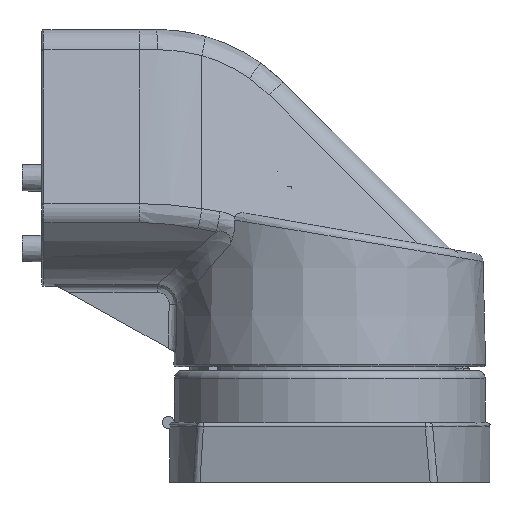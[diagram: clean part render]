
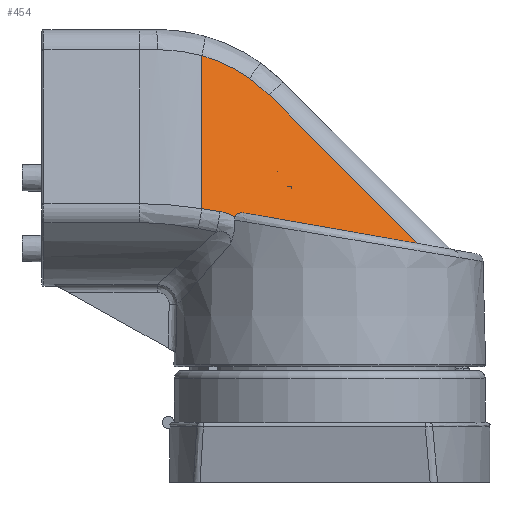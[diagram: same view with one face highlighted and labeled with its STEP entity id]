
A CAD part, front view. The second image highlights one B-rep face of the part: STEP entity #454.
In plain terms, the highlighted planar face has unit normal (0.156, -0.963, 0.22).
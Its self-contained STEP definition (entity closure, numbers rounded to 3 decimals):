
#444 =( BOUNDED_CURVE ( )  B_SPLINE_CURVE ( 3, ( #9446, #7830, #15848, #6263 ),
 .UNSPECIFIED., .F., .F. ) 
 B_SPLINE_CURVE_WITH_KNOTS ( ( 4, 4 ),
 ( 6.116, 6.283 ),
 .UNSPECIFIED. ) 
 CURVE ( )  GEOMETRIC_REPRESENTATION_ITEM ( )  RATIONAL_B_SPLINE_CURVE ( ( 1., 0.998, 0.998, 1. ) ) 
 REPRESENTATION_ITEM ( '' )  );
#454 = ADVANCED_FACE ( 'NONE', ( #19042, #18053 ), #5329, .T. ) ;
#523 = VERTEX_POINT ( 'NONE', #20247 ) ;
#627 = VECTOR ( 'NONE', #11847, 1000. ) ;
#1130 = EDGE_CURVE ( 'NONE', #1952, #4654, #20276, .T. ) ;
#1256 = CARTESIAN_POINT ( 'NONE',  ( -23.742, -29.591, 37.415 ) ) ;
#1306 = EDGE_CURVE ( 'NONE', #2934, #8318, #8003, .T. ) ;
#1324 = CARTESIAN_POINT ( 'NONE',  ( -22.208, -29.106, 38.451 ) ) ;
#1628 = CARTESIAN_POINT ( 'NONE',  ( -20.064, -21.08, 72.093 ) ) ;
#1683 = VECTOR ( 'NONE', #9929, 1000. ) ;
#1915 = VECTOR ( 'NONE', #2382, 1000. ) ;
#1952 = VERTEX_POINT ( 'NONE', #15648 ) ;
#2382 = DIRECTION ( 'NONE',  ( -0.706, 0.046, 0.706 ) ) ;
#2934 = VERTEX_POINT ( 'NONE', #6939 ) ;
#2946 = CARTESIAN_POINT ( 'NONE',  ( -21.47, -28.988, 38.442 ) ) ;
#2989 = CARTESIAN_POINT ( 'NONE',  ( -24.923, -29.634, 38.07 ) ) ;
#3145 = EDGE_CURVE ( 'NONE', #14729, #7352, #19440, .T. ) ;
#3348 = ORIENTED_EDGE ( 'NONE', *, *, #3145, .T. ) ;
#3792 = EDGE_CURVE ( 'NONE', #9904, #1952, #6423, .T. ) ;
#4036 = ORIENTED_EDGE ( 'NONE', *, *, #1130, .T. ) ;
#4568 = CARTESIAN_POINT ( 'NONE',  ( -23.742, -29.591, 37.415 ) ) ;
#4589 = VECTOR ( 'NONE', #6179, 1000. ) ;
#4654 = VERTEX_POINT ( 'NONE', #4892 ) ;
#4892 = CARTESIAN_POINT ( 'NONE',  ( -12.986, -25.258, 48.744 ) ) ;
#5329 = PLANE ( 'NONE',  #7474 ) ;
#6086 = CARTESIAN_POINT ( 'NONE',  ( -21.224, -28.958, 38.399 ) ) ;
#6179 = DIRECTION ( 'NONE',  ( 0., -0.222, -0.975 ) ) ;
#6263 = CARTESIAN_POINT ( 'NONE',  ( -20.064, -21.08, 72.093 ) ) ;
#6423 = LINE ( 'NONE', #9215, #1683 ) ;
#6544 = EDGE_CURVE ( 'NONE', #18152, #16005, #7888, .T. ) ;
#6605 = EDGE_CURVE ( 'NONE', #7284, #2934, #444, .T. ) ;
#6939 = CARTESIAN_POINT ( 'NONE',  ( -20.064, -21.08, 72.093 ) ) ;
#7284 = VERTEX_POINT ( 'NONE', #20037 ) ;
#7352 = VERTEX_POINT ( 'NONE', #18576 ) ;
#7474 = AXIS2_PLACEMENT_3D ( 'NONE', #14270, #8001, #16088 ) ;
#7699 = CARTESIAN_POINT ( 'NONE',  ( -23.507, -29.457, 37.837 ) ) ;
#7830 = CARTESIAN_POINT ( 'NONE',  ( -16.683, -21.13, 69.467 ) ) ;
#7841 = CARTESIAN_POINT ( 'NONE',  ( -32.027, -30.462, 39.497 ) ) ;
#7888 = B_SPLINE_CURVE_WITH_KNOTS ( 'NONE', 3,
 ( #1256, #10849, #17280, #7699, #18882, #9326, #20490, #10910, #1324, #12521, #2946, #14106 ),
 .UNSPECIFIED., .F., .F.,
 ( 4, 2, 2, 2, 2, 4 ),
 ( 0.001, 0.001, 0.002, 0.002, 0.003, 0.004 ),
 .UNSPECIFIED. ) ;
#7897 = CARTESIAN_POINT ( 'NONE',  ( -12.98, -25.274, 48.673 ) ) ;
#8001 = DIRECTION ( 'NONE',  ( 0.156, -0.963, 0.22 ) ) ;
#8003 =( BOUNDED_CURVE ( )  B_SPLINE_CURVE ( 3, ( #1628, #13527, #19636, #13792 ),
 .UNSPECIFIED., .F., .F. ) 
 B_SPLINE_CURVE_WITH_KNOTS ( ( 4, 4 ),
 ( 0., 0.346 ),
 .UNSPECIFIED. ) 
 CURVE ( )  GEOMETRIC_REPRESENTATION_ITEM ( )  RATIONAL_B_SPLINE_CURVE ( ( 1., 0.99, 0.99, 1. ) ) 
 REPRESENTATION_ITEM ( '' )  );
#8318 = VERTEX_POINT ( 'NONE', #15202 ) ;
#8380 = LINE ( 'NONE', #20740, #4589 ) ;
#9110 = ORIENTED_EDGE ( 'NONE', *, *, #1306, .T. ) ;
#9148 = ORIENTED_EDGE ( 'NONE', *, *, #11920, .T. ) ;
#9215 = CARTESIAN_POINT ( 'NONE',  ( -47.821, -25.479, 72.574 ) ) ;
#9326 = CARTESIAN_POINT ( 'NONE',  ( -23.145, -29.324, 38.162 ) ) ;
#9363 = CARTESIAN_POINT ( 'NONE',  ( -27.481, -29.888, 38.777 ) ) ;
#9446 = CARTESIAN_POINT ( 'NONE',  ( -15.168, -21.229, 67.952 ) ) ;
#9603 = CARTESIAN_POINT ( 'NONE',  ( 46.518, -20.678, 26.454 ) ) ;
#9904 = VERTEX_POINT ( 'NONE', #7897 ) ;
#9929 = DIRECTION ( 'NONE',  ( -0.825, -0.005, 0.566 ) ) ;
#10211 = CARTESIAN_POINT ( 'NONE',  ( -32.027, -30.462, 39.497 ) ) ;
#10529 = EDGE_LOOP ( 'NONE', ( #11258, #19380, #4036 ) ) ;
#10849 = CARTESIAN_POINT ( 'NONE',  ( -23.702, -29.559, 37.529 ) ) ;
#10910 = CARTESIAN_POINT ( 'NONE',  ( -22.456, -29.154, 38.416 ) ) ;
#11258 = ORIENTED_EDGE ( 'NONE', *, *, #20401, .T. ) ;
#11610 = EDGE_CURVE ( 'NONE', #7352, #18152, #18510, .T. ) ;
#11847 = DIRECTION ( 'NONE',  ( 0.077, -0.21, -0.975 ) ) ;
#11920 = EDGE_CURVE ( 'NONE', #8318, #14729, #8380, .T. ) ;
#11963 = CARTESIAN_POINT ( 'NONE',  ( -35.605, -19.885, 88.389 ) ) ;
#12521 = CARTESIAN_POINT ( 'NONE',  ( -21.716, -29.023, 38.463 ) ) ;
#12562 = CARTESIAN_POINT ( 'NONE',  ( -26.176, -29.735, 38.516 ) ) ;
#12585 = ORIENTED_EDGE ( 'NONE', *, *, #16841, .T. ) ;
#12626 = ORIENTED_EDGE ( 'NONE', *, *, #16058, .F. ) ;
#12729 = CARTESIAN_POINT ( 'NONE',  ( -23.742, -29.591, 37.415 ) ) ;
#13154 = CARTESIAN_POINT ( 'NONE',  ( -36.894, -29.374, 47.73 ) ) ;
#13276 = ORIENTED_EDGE ( 'NONE', *, *, #6544, .T. ) ;
#13415 = LINE ( 'NONE', #19820, #627 ) ;
#13527 = CARTESIAN_POINT ( 'NONE',  ( -23.7, -21.08, 74.682 ) ) ;
#13792 = CARTESIAN_POINT ( 'NONE',  ( -32.027, -21.719, 77.807 ) ) ;
#14019 = ORIENTED_EDGE ( 'NONE', *, *, #11610, .T. ) ;
#14106 = CARTESIAN_POINT ( 'NONE',  ( -21.224, -28.958, 38.399 ) ) ;
#14145 = CARTESIAN_POINT ( 'NONE',  ( -24.311, -29.601, 37.778 ) ) ;
#14270 = CARTESIAN_POINT ( 'NONE',  ( -39.8, -21.5, 84.3 ) ) ;
#14641 = LINE ( 'NONE', #11963, #1915 ) ;
#14729 = VERTEX_POINT ( 'NONE', #7841 ) ;
#14908 = VECTOR ( 'NONE', #19175, 1000. ) ;
#14976 = VECTOR ( 'NONE', #19541, 1000. ) ;
#15202 = CARTESIAN_POINT ( 'NONE',  ( -32.027, -21.719, 77.807 ) ) ;
#15431 = LINE ( 'NONE', #9603, #14908 ) ;
#15648 = CARTESIAN_POINT ( 'NONE',  ( -13.077, -25.274, 48.74 ) ) ;
#15848 = CARTESIAN_POINT ( 'NONE',  ( -18.319, -21.08, 70.851 ) ) ;
#16005 = VERTEX_POINT ( 'NONE', #6086 ) ;
#16058 = EDGE_CURVE ( 'NONE', #523, #16005, #15431, .T. ) ;
#16088 = DIRECTION ( 'NONE',  ( 0., -0.222, -0.975 ) ) ;
#16841 = EDGE_CURVE ( 'NONE', #523, #7284, #14641, .T. ) ;
#17052 = CARTESIAN_POINT ( 'NONE',  ( -30.529, -30.274, 39.254 ) ) ;
#17280 = CARTESIAN_POINT ( 'NONE',  ( -23.646, -29.524, 37.64 ) ) ;
#18005 = ORIENTED_EDGE ( 'NONE', *, *, #6605, .T. ) ;
#18053 = FACE_OUTER_BOUND ( 'NONE', #20594, .T. ) ;
#18152 = VERTEX_POINT ( 'NONE', #12729 ) ;
#18510 = B_SPLINE_CURVE_WITH_KNOTS ( 'NONE', 3,
 ( #9363, #18922, #12562, #2989, #14145, #4568 ),
 .UNSPECIFIED., .F., .F.,
 ( 4, 2, 4 ),
 ( 0., 0.002, 0.004 ),
 .UNSPECIFIED. ) ;
#18576 = CARTESIAN_POINT ( 'NONE',  ( -27.481, -29.888, 38.777 ) ) ;
#18882 = CARTESIAN_POINT ( 'NONE',  ( -23.424, -29.423, 37.927 ) ) ;
#18922 = CARTESIAN_POINT ( 'NONE',  ( -26.821, -29.804, 38.674 ) ) ;
#19042 = FACE_BOUND ( 'NONE', #10529, .T. ) ;
#19175 = DIRECTION ( 'NONE',  ( -0.978, -0.119, 0.172 ) ) ;
#19203 = CARTESIAN_POINT ( 'NONE',  ( -27.481, -29.888, 38.777 ) ) ;
#19380 = ORIENTED_EDGE ( 'NONE', *, *, #3792, .T. ) ;
#19440 =( BOUNDED_CURVE ( )  B_SPLINE_CURVE ( 3, ( #10211, #17052, #20122, #19203 ),
 .UNSPECIFIED., .F., .T. ) 
 B_SPLINE_CURVE_WITH_KNOTS ( ( 4, 4 ),
 ( 0.882, 0.912 ),
 .UNSPECIFIED. ) 
 CURVE ( )  GEOMETRIC_REPRESENTATION_ITEM ( )  RATIONAL_B_SPLINE_CURVE ( ( 1., 1., 1., 1. ) ) 
 REPRESENTATION_ITEM ( '' )  );
#19541 = DIRECTION ( 'NONE',  ( 0.985, 0.169, 0.042 ) ) ;
#19636 = CARTESIAN_POINT ( 'NONE',  ( -27.728, -21.295, 76.605 ) ) ;
#19820 = CARTESIAN_POINT ( 'NONE',  ( -15.892, -17.385, 85.314 ) ) ;
#20037 = CARTESIAN_POINT ( 'NONE',  ( -15.168, -21.229, 67.952 ) ) ;
#20122 = CARTESIAN_POINT ( 'NONE',  ( -29.014, -30.083, 39.014 ) ) ;
#20247 = CARTESIAN_POINT ( 'NONE',  ( 22.008, -23.674, 30.776 ) ) ;
#20276 = LINE ( 'NONE', #13154, #14976 ) ;
#20401 = EDGE_CURVE ( 'NONE', #4654, #9904, #13415, .T. ) ;
#20490 = CARTESIAN_POINT ( 'NONE',  ( -22.921, -29.262, 38.273 ) ) ;
#20594 = EDGE_LOOP ( 'NONE', ( #3348, #14019, #13276, #12626, #12585, #18005, #9110, #9148 ) ) ;
#20740 = CARTESIAN_POINT ( 'NONE',  ( -32.027, -20.3, 84.026 ) ) ;
